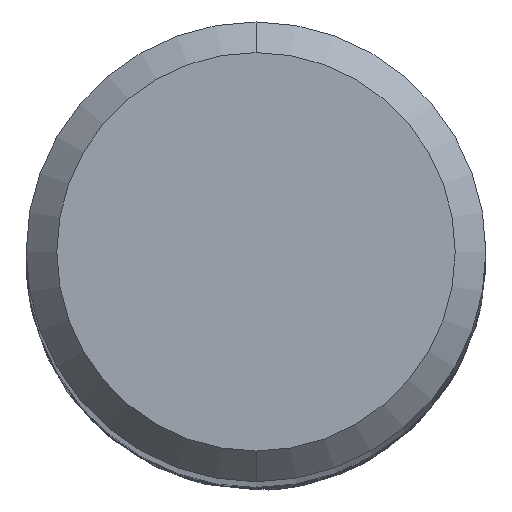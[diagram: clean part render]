
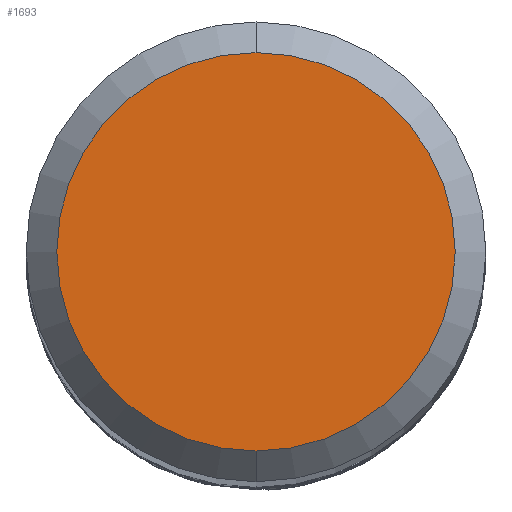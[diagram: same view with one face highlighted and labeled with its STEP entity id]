
A CAD part, top view. The second image highlights one B-rep face of the part: STEP entity #1693.
In plain terms, the highlighted planar face has unit normal (0, 0, 1).
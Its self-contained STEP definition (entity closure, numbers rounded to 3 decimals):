
#973=VERTEX_POINT('',#2183);
#1135=EDGE_CURVE('',#973,#1179,#2363,.T.);
#1179=VERTEX_POINT('',#2409);
#1591=EDGE_CURVE('',#1179,#973,#2860,.T.);
#1693=ADVANCED_FACE('',(#2968),#2969,.T.);
#2183=CARTESIAN_POINT('',(0.0,2.6,0.0));
#2363=CIRCLE('',#8959,2.6);
#2409=CARTESIAN_POINT('',(0.,-2.6,0.0));
#2860=CIRCLE('',#14166,2.6);
#2968=FACE_OUTER_BOUND('',#15667,.T.);
#2969=PLANE('',#15668);
#8959=AXIS2_PLACEMENT_3D('',#17191,#17192,#17193);
#14166=AXIS2_PLACEMENT_3D('',#17673,#17674,#17675);
#15667=EDGE_LOOP('',(#17730,#17731));
#15668=AXIS2_PLACEMENT_3D('',#17732,#17733,#17734);
#17191=CARTESIAN_POINT('',(0.0,0.0,0.0));
#17192=DIRECTION('',(0.0,0.0,-1.0));
#17193=DIRECTION('',(0.0,1.0,0.0));
#17673=CARTESIAN_POINT('',(0.0,0.0,0.0));
#17674=DIRECTION('',(0.0,0.0,-1.0));
#17675=DIRECTION('',(0.0,1.0,0.0));
#17730=ORIENTED_EDGE('',*,*,#1135,.F.);
#17731=ORIENTED_EDGE('',*,*,#1591,.F.);
#17732=CARTESIAN_POINT('',(0.0,1.3,0.0));
#17733=DIRECTION('',(-0.0,0.0,1.0));
#17734=DIRECTION('',(0.0,-1.0,0.0));
